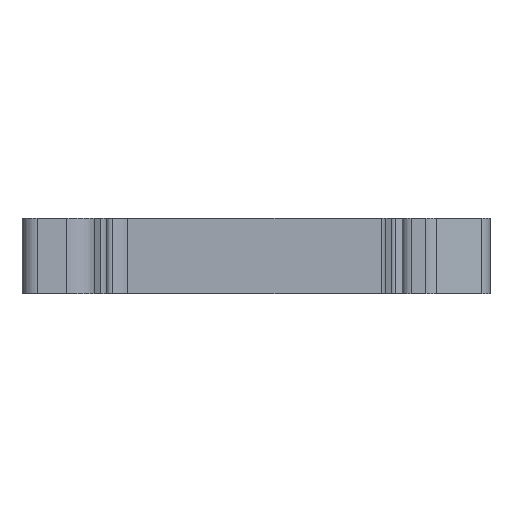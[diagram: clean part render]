
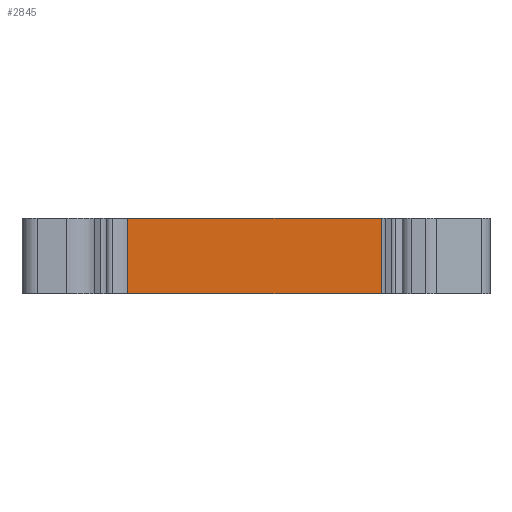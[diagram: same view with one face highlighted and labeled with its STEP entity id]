
A CAD part, front view. The second image highlights one B-rep face of the part: STEP entity #2845.
In plain terms, the highlighted planar face has unit normal (0, -1, 0).
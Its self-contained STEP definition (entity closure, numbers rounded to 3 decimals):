
#33 = PLANE('',#34);
#34 = AXIS2_PLACEMENT_3D('',#35,#36,#37);
#35 = CARTESIAN_POINT('',(-0.2,40.125,0.));
#36 = DIRECTION('',(0.,0.,1.));
#37 = DIRECTION('',(1.,0.,0.));
#1771 = VERTEX_POINT('',#1772);
#1772 = CARTESIAN_POINT('',(-13.508,0.825,0.));
#1787 = CYLINDRICAL_SURFACE('',#1788,5.);
#1788 = AXIS2_PLACEMENT_3D('',#1789,#1790,#1791);
#1789 = CARTESIAN_POINT('',(-13.508,-4.175,-0.8));
#1790 = DIRECTION('',(0.,0.,1.));
#1791 = DIRECTION('',(1.,0.,0.));
#1799 = EDGE_CURVE('',#1800,#1771,#1802,.T.);
#1800 = VERTEX_POINT('',#1801);
#1801 = CARTESIAN_POINT('',(13.286,0.825,0.));
#1802 = SURFACE_CURVE('',#1803,(#1807,#1814),.PCURVE_S1.);
#1803 = LINE('',#1804,#1805);
#1804 = CARTESIAN_POINT('',(13.286,0.825,0.));
#1805 = VECTOR('',#1806,1.);
#1806 = DIRECTION('',(-1.,0.,0.));
#1807 = PCURVE('',#33,#1808);
#1808 = DEFINITIONAL_REPRESENTATION('',(#1809),#1813);
#1809 = LINE('',#1810,#1811);
#1810 = CARTESIAN_POINT('',(13.486,-39.3));
#1811 = VECTOR('',#1812,1.);
#1812 = DIRECTION('',(-1.,0.));
#1813 = ( GEOMETRIC_REPRESENTATION_CONTEXT(2) 
PARAMETRIC_REPRESENTATION_CONTEXT() REPRESENTATION_CONTEXT('2D SPACE',''
  ) );
#1814 = PCURVE('',#1815,#1820);
#1815 = PLANE('',#1816);
#1816 = AXIS2_PLACEMENT_3D('',#1817,#1818,#1819);
#1817 = CARTESIAN_POINT('',(13.55,0.825,-0.8));
#1818 = DIRECTION('',(0.,1.,0.));
#1819 = DIRECTION('',(-1.,0.,0.));
#1820 = DEFINITIONAL_REPRESENTATION('',(#1821),#1825);
#1821 = LINE('',#1822,#1823);
#1822 = CARTESIAN_POINT('',(0.264,0.8));
#1823 = VECTOR('',#1824,1.);
#1824 = DIRECTION('',(1.,0.));
#1825 = ( GEOMETRIC_REPRESENTATION_CONTEXT(2) 
PARAMETRIC_REPRESENTATION_CONTEXT() REPRESENTATION_CONTEXT('2D SPACE',''
  ) );
#1844 = CYLINDRICAL_SURFACE('',#1845,1.5);
#1845 = AXIS2_PLACEMENT_3D('',#1846,#1847,#1848);
#1846 = CARTESIAN_POINT('',(13.286,-0.675,
    8.108));
#1847 = DIRECTION('',(0.,0.,-1.));
#1848 = DIRECTION('',(0.,1.,0.));
#2210 = PLANE('',#2211);
#2211 = AXIS2_PLACEMENT_3D('',#2212,#2213,#2214);
#2212 = CARTESIAN_POINT('',(-0.2,40.125,8.));
#2213 = DIRECTION('',(0.,0.,1.));
#2214 = DIRECTION('',(1.,0.,0.));
#2797 = EDGE_CURVE('',#1800,#2798,#2800,.T.);
#2798 = VERTEX_POINT('',#2799);
#2799 = CARTESIAN_POINT('',(13.286,0.825,8.));
#2800 = SURFACE_CURVE('',#2801,(#2805,#2812),.PCURVE_S1.);
#2801 = LINE('',#2802,#2803);
#2802 = CARTESIAN_POINT('',(13.286,0.825,0.));
#2803 = VECTOR('',#2804,1.);
#2804 = DIRECTION('',(0.,0.,1.));
#2805 = PCURVE('',#1844,#2806);
#2806 = DEFINITIONAL_REPRESENTATION('',(#2807),#2811);
#2807 = LINE('',#2808,#2809);
#2808 = CARTESIAN_POINT('',(0.,8.108));
#2809 = VECTOR('',#2810,1.);
#2810 = DIRECTION('',(0.,-1.));
#2811 = ( GEOMETRIC_REPRESENTATION_CONTEXT(2) 
PARAMETRIC_REPRESENTATION_CONTEXT() REPRESENTATION_CONTEXT('2D SPACE',''
  ) );
#2812 = PCURVE('',#1815,#2813);
#2813 = DEFINITIONAL_REPRESENTATION('',(#2814),#2818);
#2814 = LINE('',#2815,#2816);
#2815 = CARTESIAN_POINT('',(0.264,0.8));
#2816 = VECTOR('',#2817,1.);
#2817 = DIRECTION('',(0.,1.));
#2818 = ( GEOMETRIC_REPRESENTATION_CONTEXT(2) 
PARAMETRIC_REPRESENTATION_CONTEXT() REPRESENTATION_CONTEXT('2D SPACE',''
  ) );
#2845 = ADVANCED_FACE('',(#2846),#1815,.F.);
#2846 = FACE_BOUND('',#2847,.F.);
#2847 = EDGE_LOOP('',(#2848,#2849,#2850,#2873));
#2848 = ORIENTED_EDGE('',*,*,#2797,.F.);
#2849 = ORIENTED_EDGE('',*,*,#1799,.T.);
#2850 = ORIENTED_EDGE('',*,*,#2851,.T.);
#2851 = EDGE_CURVE('',#1771,#2852,#2854,.T.);
#2852 = VERTEX_POINT('',#2853);
#2853 = CARTESIAN_POINT('',(-13.508,0.825,8.));
#2854 = SURFACE_CURVE('',#2855,(#2859,#2866),.PCURVE_S1.);
#2855 = LINE('',#2856,#2857);
#2856 = CARTESIAN_POINT('',(-13.508,0.825,0.));
#2857 = VECTOR('',#2858,1.);
#2858 = DIRECTION('',(0.,0.,1.));
#2859 = PCURVE('',#1815,#2860);
#2860 = DEFINITIONAL_REPRESENTATION('',(#2861),#2865);
#2861 = LINE('',#2862,#2863);
#2862 = CARTESIAN_POINT('',(27.058,0.8));
#2863 = VECTOR('',#2864,1.);
#2864 = DIRECTION('',(0.,1.));
#2865 = ( GEOMETRIC_REPRESENTATION_CONTEXT(2) 
PARAMETRIC_REPRESENTATION_CONTEXT() REPRESENTATION_CONTEXT('2D SPACE',''
  ) );
#2866 = PCURVE('',#1787,#2867);
#2867 = DEFINITIONAL_REPRESENTATION('',(#2868),#2872);
#2868 = LINE('',#2869,#2870);
#2869 = CARTESIAN_POINT('',(1.571,0.8));
#2870 = VECTOR('',#2871,1.);
#2871 = DIRECTION('',(0.,1.));
#2872 = ( GEOMETRIC_REPRESENTATION_CONTEXT(2) 
PARAMETRIC_REPRESENTATION_CONTEXT() REPRESENTATION_CONTEXT('2D SPACE',''
  ) );
#2873 = ORIENTED_EDGE('',*,*,#2874,.T.);
#2874 = EDGE_CURVE('',#2852,#2798,#2875,.T.);
#2875 = SURFACE_CURVE('',#2876,(#2880,#2887),.PCURVE_S1.);
#2876 = LINE('',#2877,#2878);
#2877 = CARTESIAN_POINT('',(-13.508,0.825,8.));
#2878 = VECTOR('',#2879,1.);
#2879 = DIRECTION('',(1.,0.,0.));
#2880 = PCURVE('',#1815,#2881);
#2881 = DEFINITIONAL_REPRESENTATION('',(#2882),#2886);
#2882 = LINE('',#2883,#2884);
#2883 = CARTESIAN_POINT('',(27.058,8.8));
#2884 = VECTOR('',#2885,1.);
#2885 = DIRECTION('',(-1.,0.));
#2886 = ( GEOMETRIC_REPRESENTATION_CONTEXT(2) 
PARAMETRIC_REPRESENTATION_CONTEXT() REPRESENTATION_CONTEXT('2D SPACE',''
  ) );
#2887 = PCURVE('',#2210,#2888);
#2888 = DEFINITIONAL_REPRESENTATION('',(#2889),#2893);
#2889 = LINE('',#2890,#2891);
#2890 = CARTESIAN_POINT('',(-13.308,-39.3));
#2891 = VECTOR('',#2892,1.);
#2892 = DIRECTION('',(1.,0.));
#2893 = ( GEOMETRIC_REPRESENTATION_CONTEXT(2) 
PARAMETRIC_REPRESENTATION_CONTEXT() REPRESENTATION_CONTEXT('2D SPACE',''
  ) );
